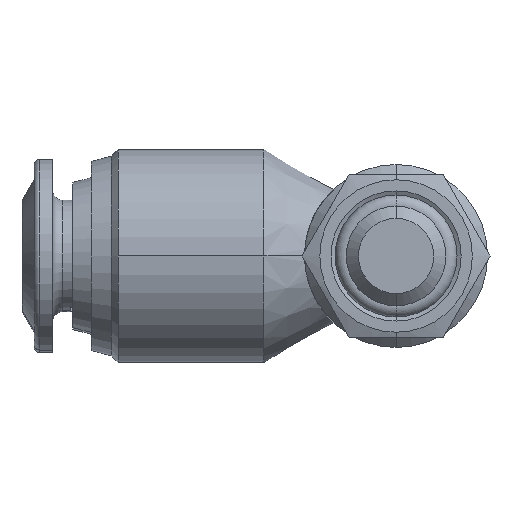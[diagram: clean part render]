
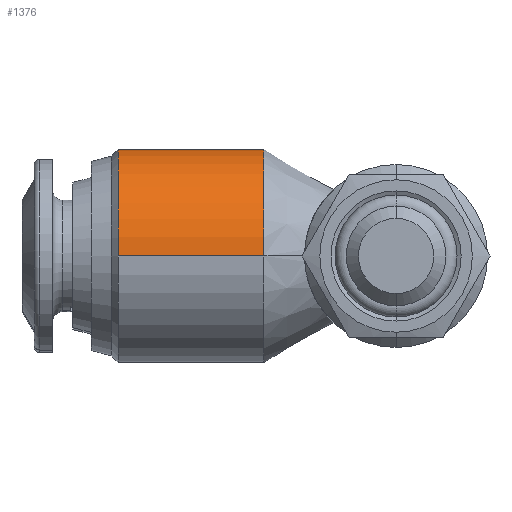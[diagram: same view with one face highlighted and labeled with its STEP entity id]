
A CAD part, front view. The second image highlights one B-rep face of the part: STEP entity #1376.
In plain terms, the highlighted cylindrical face has radius 5.25 mm (diameter 10.5 mm), a partial arc.
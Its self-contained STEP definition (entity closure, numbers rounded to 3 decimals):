
#1129 = VERTEX_POINT ( 'NONE', #1535 ) ;
#1138 = VERTEX_POINT ( 'NONE', #1526 ) ;
#1312 = ORIENTED_EDGE ( 'NONE', *, *, #5102, .T. ) ;
#1313 = ORIENTED_EDGE ( 'NONE', *, *, #5107, .T. ) ;
#1314 = ORIENTED_EDGE ( 'NONE', *, *, #5108, .T. ) ;
#1315 = ORIENTED_EDGE ( 'NONE', *, *, #5095, .T. ) ;
#1316 = ORIENTED_EDGE ( 'NONE', *, *, #5109, .F. ) ;
#1376 = ADVANCED_FACE ( 'NONE', ( #3894 ), #3898, .T. ) ;
#1526 = CARTESIAN_POINT ( 'NONE',  ( -13.668, 10.3, 0. ) ) ;
#1535 = CARTESIAN_POINT ( 'NONE',  ( -13.668, 15.55, 5.25 ) ) ;
#1648 = VERTEX_POINT ( 'NONE', #4830 ) ;
#1649 = VERTEX_POINT ( 'NONE', #4831 ) ;
#1650 = VERTEX_POINT ( 'NONE', #4832 ) ;
#2979 = CARTESIAN_POINT ( 'NONE',  ( -13.668, 15.55, 0. ) ) ;
#2980 = DIRECTION ( 'NONE',  ( 1., 0., 0. ) ) ;
#2981 = DIRECTION ( 'NONE',  ( 0., 0., 1. ) ) ;
#3034 = CARTESIAN_POINT ( 'NONE',  ( -6.5, 15.55, 0. ) ) ;
#3035 = DIRECTION ( 'NONE',  ( -1., 0., 0. ) ) ;
#3036 = DIRECTION ( 'NONE',  ( 0., -1., 0. ) ) ;
#3038 = DIRECTION ( 'NONE',  ( -1., 0., 0. ) ) ;
#3039 = CARTESIAN_POINT ( 'NONE',  ( -21.5, 20.8, 0. ) ) ;
#3075 = CARTESIAN_POINT ( 'NONE',  ( -21.5, 10.3, 0. ) ) ;
#3077 = DIRECTION ( 'NONE',  ( -1., 0., 0. ) ) ;
#3079 = CARTESIAN_POINT ( 'NONE',  ( -13.668, 15.55, 0. ) ) ;
#3080 = DIRECTION ( 'NONE',  ( 1., 0., 0. ) ) ;
#3081 = DIRECTION ( 'NONE',  ( 0., 0., 1. ) ) ;
#3708 = AXIS2_PLACEMENT_3D ( 'NONE', #2979, #2980, #2981 ) ;
#3710 = AXIS2_PLACEMENT_3D ( 'NONE', #3034, #3035, #3036 ) ;
#3711 = AXIS2_PLACEMENT_3D ( 'NONE', #3079, #3080, #3081 ) ;
#3848 = AXIS2_PLACEMENT_3D ( 'NONE', #5856, #5861, #5860 ) ;
#3894 = FACE_OUTER_BOUND ( 'NONE', #4296, .T. ) ;
#3898 = CYLINDRICAL_SURFACE ( 'NONE', #3848, 5.25 ) ;
#4296 = EDGE_LOOP ( 'NONE', ( #1312, #1313, #1314, #1315, #1316 ) ) ;
#4830 = CARTESIAN_POINT ( 'NONE',  ( -13.668, 20.8, 0. ) ) ;
#4831 = CARTESIAN_POINT ( 'NONE',  ( -6.5, 20.8, 0. ) ) ;
#4832 = CARTESIAN_POINT ( 'NONE',  ( -6.5, 10.3, 0. ) ) ;
#5095 = EDGE_CURVE ( 'NONE', #1129, #1138, #5485, .T. ) ;
#5102 = EDGE_CURVE ( 'NONE', #1650, #1649, #5492, .T. ) ;
#5107 = EDGE_CURVE ( 'NONE', #1649, #1648, #5500, .T. ) ;
#5108 = EDGE_CURVE ( 'NONE', #1648, #1129, #5506, .T. ) ;
#5109 = EDGE_CURVE ( 'NONE', #1650, #1138, #5508, .T. ) ;
#5485 = CIRCLE ( 'NONE', #3708, 5.25 ) ;
#5492 = CIRCLE ( 'NONE', #3710, 5.25 ) ;
#5500 = LINE ( 'NONE', #3039, #5507 ) ;
#5506 = CIRCLE ( 'NONE', #3711, 5.25 ) ;
#5507 = VECTOR ( 'NONE', #3077, 1000. ) ;
#5508 = LINE ( 'NONE', #3075, #5510 ) ;
#5510 = VECTOR ( 'NONE', #3038, 1000. ) ;
#5856 = CARTESIAN_POINT ( 'NONE',  ( -21.5, 15.55, 0. ) ) ;
#5860 = DIRECTION ( 'NONE',  ( 0., -1., 0. ) ) ;
#5861 = DIRECTION ( 'NONE',  ( -1., 0., 0. ) ) ;
